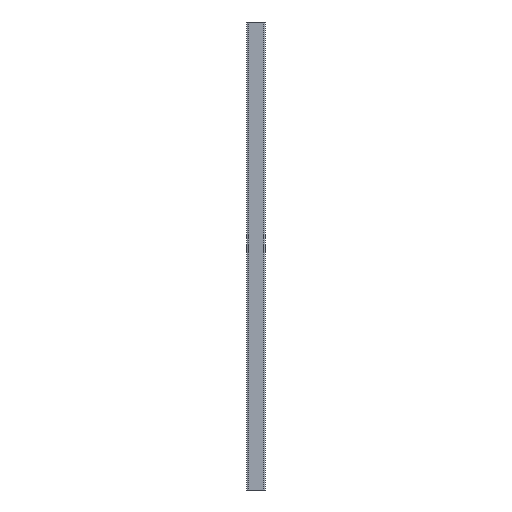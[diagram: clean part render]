
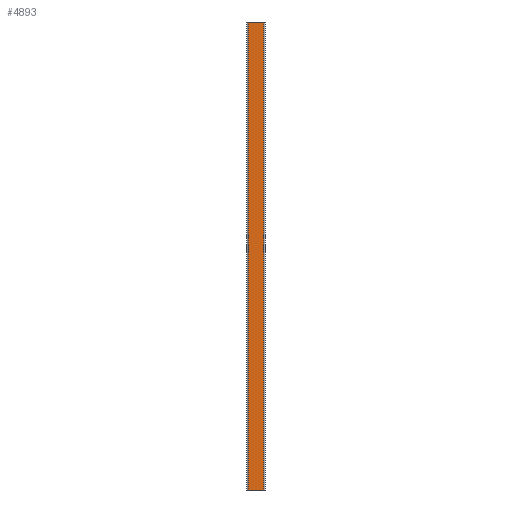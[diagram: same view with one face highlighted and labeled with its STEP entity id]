
A CAD part, left-side view. The second image highlights one B-rep face of the part: STEP entity #4893.
In plain terms, the highlighted planar face has unit normal (-1, 0, 0).
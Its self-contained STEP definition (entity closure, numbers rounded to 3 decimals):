
#115=PLANE('',#5386);
#330=FACE_OUTER_BOUND('',#585,.T.);
#585=EDGE_LOOP('',(#4073,#4074,#4075,#4076));
#1250=LINE('',#8026,#1730);
#1298=LINE('',#8195,#1778);
#1299=LINE('',#8198,#1779);
#1300=LINE('',#8199,#1780);
#1730=VECTOR('',#6539,10.);
#1778=VECTOR('',#6681,10.);
#1779=VECTOR('',#6684,10.);
#1780=VECTOR('',#6685,10.);
#2228=VERTEX_POINT('',#8023);
#2229=VERTEX_POINT('',#8025);
#2303=VERTEX_POINT('',#8193);
#2304=VERTEX_POINT('',#8197);
#2890=EDGE_CURVE('',#2228,#2229,#1250,.T.);
#2975=EDGE_CURVE('',#2228,#2303,#1298,.T.);
#2976=EDGE_CURVE('',#2304,#2303,#1299,.T.);
#2977=EDGE_CURVE('',#2229,#2304,#1300,.T.);
#4073=ORIENTED_EDGE('',*,*,#2975,.T.);
#4074=ORIENTED_EDGE('',*,*,#2976,.F.);
#4075=ORIENTED_EDGE('',*,*,#2977,.F.);
#4076=ORIENTED_EDGE('',*,*,#2890,.F.);
#4893=ADVANCED_FACE('',(#330),#115,.T.);
#5386=AXIS2_PLACEMENT_3D('',#8196,#6682,#6683);
#6539=DIRECTION('',(0.,1.,0.));
#6681=DIRECTION('',(0.,0.,1.));
#6682=DIRECTION('center_axis',(-1.,0.,0.));
#6683=DIRECTION('ref_axis',(0.,-1.,0.));
#6684=DIRECTION('',(0.,-1.,0.));
#6685=DIRECTION('',(0.,0.,1.));
#8023=CARTESIAN_POINT('',(-20.,-17.,-500.));
#8025=CARTESIAN_POINT('',(-20.,17.,-500.));
#8026=CARTESIAN_POINT('',(-20.,17.,-500.));
#8193=CARTESIAN_POINT('',(-20.,-17.,500.));
#8195=CARTESIAN_POINT('',(-20.,-17.,0.));
#8196=CARTESIAN_POINT('Origin',(-20.,17.,0.));
#8197=CARTESIAN_POINT('',(-20.,17.,500.));
#8198=CARTESIAN_POINT('',(-20.,17.,500.));
#8199=CARTESIAN_POINT('',(-20.,17.,0.));
